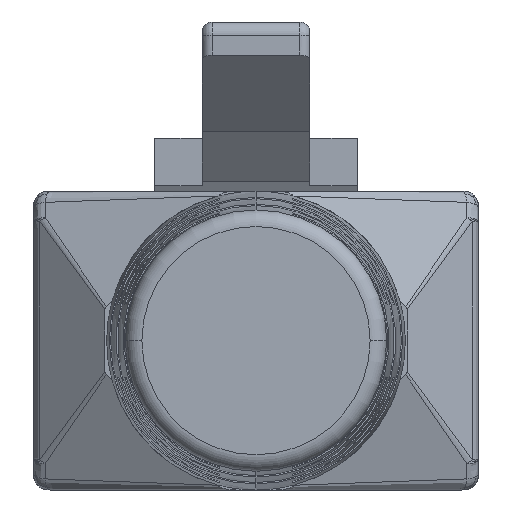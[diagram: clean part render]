
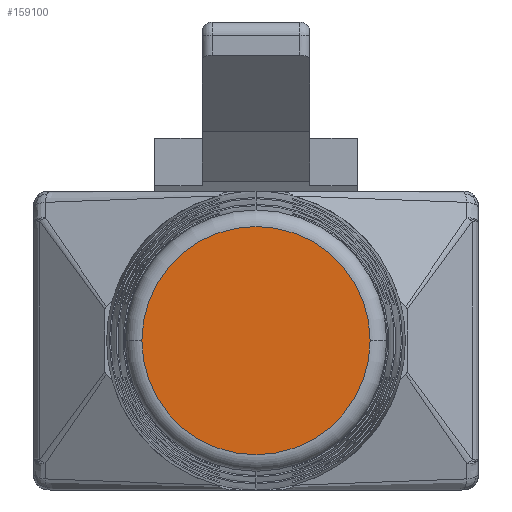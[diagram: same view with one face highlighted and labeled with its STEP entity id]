
A CAD part, front view. The second image highlights one B-rep face of the part: STEP entity #159100.
In plain terms, the highlighted planar face has unit normal (0, -1, 0).
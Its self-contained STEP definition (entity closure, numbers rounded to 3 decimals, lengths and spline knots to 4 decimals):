
#158860=CARTESIAN_POINT('',(0.,-23.9,-2.25));
#158870=DIRECTION('',(0.,-1.,0.));
#158880=DIRECTION('',(0.,0.,1.));
#158890=AXIS2_PLACEMENT_3D('',#158860,#158870,#158880);
#158900=PLANE('',#158890);
#158910=CARTESIAN_POINT('',(0.,-23.9,
-0.3));
#158920=DIRECTION('',(0.,-1.,0.));
#158930=DIRECTION('',(-1.,0.,0.));
#158940=AXIS2_PLACEMENT_3D('',#158910,#158920,#158930);
#158950=CIRCLE('',#158940,3.4384);
#158960=CARTESIAN_POINT('',(3.4384,-23.9,-0.3));
#158970=VERTEX_POINT('',#158960);
#158980=CARTESIAN_POINT('',(-3.4384,-23.9,-0.3))
;
#158990=VERTEX_POINT('',#158980);
#159000=EDGE_CURVE('',#158970,#158990,#158950,.T.);
#159010=ORIENTED_EDGE('',*,*,#159000,.T.);
#159020=CARTESIAN_POINT('',(0.,-23.9,
-3.7384));
#159030=VERTEX_POINT('',#159020);
#159040=EDGE_CURVE('',#159030,#158970,#158950,.T.);
#159050=ORIENTED_EDGE('',*,*,#159040,.T.);
#159060=EDGE_CURVE('',#158990,#159030,#158950,.T.);
#159070=ORIENTED_EDGE('',*,*,#159060,.T.);
#159080=EDGE_LOOP('',(#159070,#159050,#159010));
#159090=FACE_OUTER_BOUND('',#159080,.T.);
#159100=ADVANCED_FACE('',(#159090),#158900,.T.);
